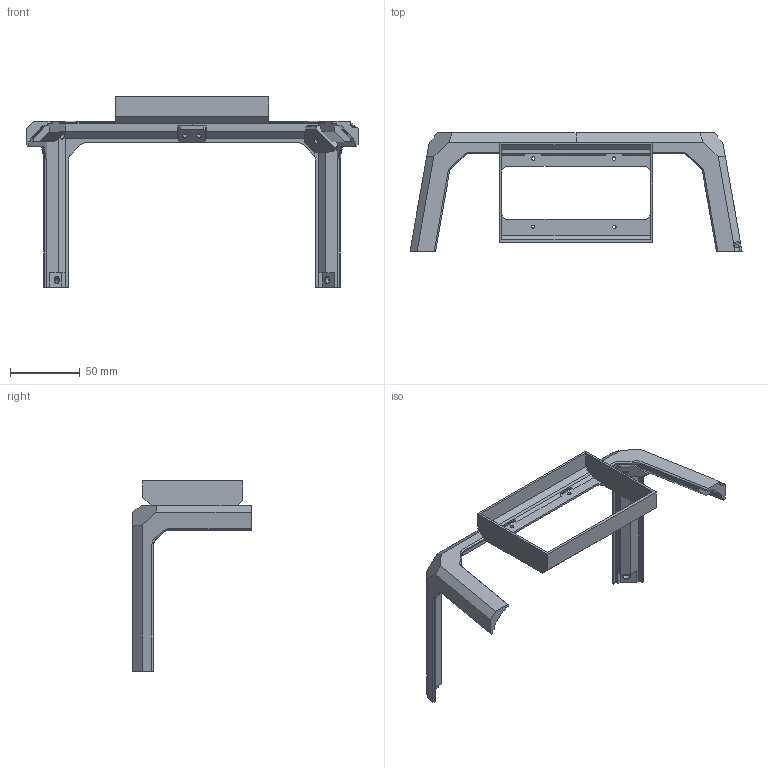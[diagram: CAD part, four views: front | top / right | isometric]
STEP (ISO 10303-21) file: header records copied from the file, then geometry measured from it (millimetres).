
FILE_DESCRIPTION(/* description */ (''),/* implementation_level */ '2;1');
FILE_NAME(/* name */ 'Displaymount.step',/* time_stamp */ '2022-02-24T11:08:39+01:00',/* author */ (''),/* organization */ (''),/* preprocessor_version */ 'ST-DEVELOPER v18.1',/* originating_system */ 'Autodesk Translation Framework v10.10.0.1391',/* authorisation */ '');
FILE_SCHEMA (('AUTOMOTIVE_DESIGN { 1 0 10303 214 3 1 1 }'));
Length unit declared in the file: millimetre
Products named in the file (1): Displaymount
Bounding box: 238 x 85 x 136.3 mm (x, y, z)
Volume: 99863 mm3; surface area: 55729.6 mm2
Topology: 5 solids, 5 shells, 248 faces, 655 edges, 419 vertices
Faces by surface type: plane 171, cylinder 47, cone 23, bspline 4, sphere 3
Full cylindrical faces by diameter (mm): 2.2 x1, 2.5 x3, 3.4 x3, 4.6 x8
Entity records: 8013 total; most frequent: CARTESIAN_POINT 1741, ORIENTED_EDGE 1304, DIRECTION 1263, EDGE_CURVE 652, LINE 509, VECTOR 509, VERTEX_POINT 419, AXIS2_PLACEMENT_3D 377
